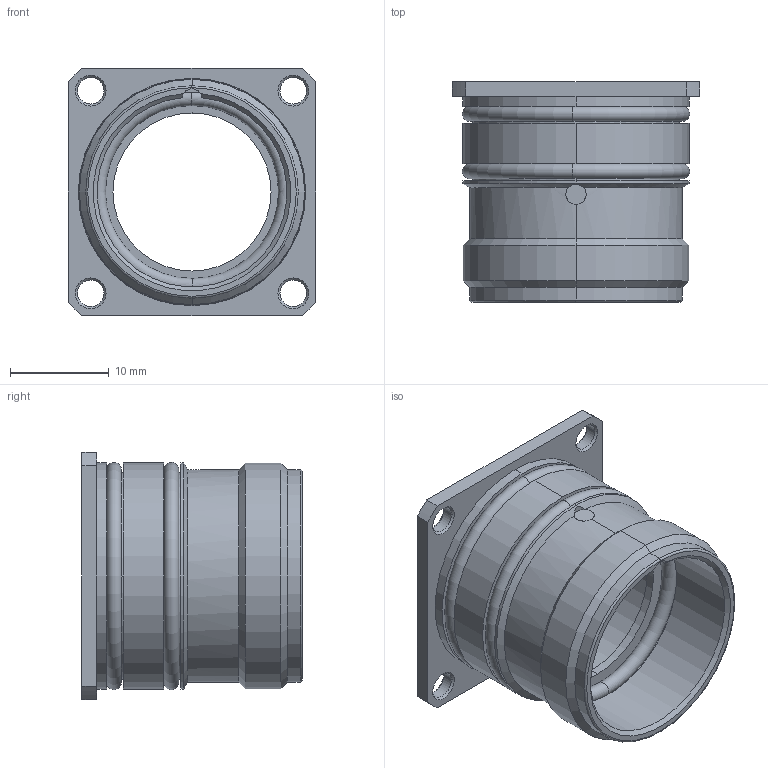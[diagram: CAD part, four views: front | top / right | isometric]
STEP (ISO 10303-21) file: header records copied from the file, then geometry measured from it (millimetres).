
FILE_DESCRIPTION((''),'2;1');
FILE_NAME('13-1','2017-08-05T',('ch.chen'),(''),'PRO/ENGINEER BY PARAMETRIC TECHNOLOGY CORPORATION, 2012480','PRO/ENGINEER BY PARAMETRIC TECHNOLOGY CORPORATION, 2012480','');
FILE_SCHEMA(('AUTOMOTIVE_DESIGN { 1 0 10303 214 1 1 1 1 }'));
Length unit declared in the file: millimetre
Products named in the file (1): 13-1
Bounding box: 25 x 22.3 x 25 mm (x, y, z)
Volume: 3462 mm3; surface area: 4575.4 mm2
Topology: 1 solids, 1 shells, 132 faces, 319 edges, 197 vertices
Faces by surface type: cylinder 58, cone 38, plane 28, torus 8
Entity records: 4279 total; most frequent: CARTESIAN_POINT 929, DIRECTION 719, ORIENTED_EDGE 638, EDGE_CURVE 319, AXIS2_PLACEMENT_3D 298, VERTEX_POINT 197, CIRCLE 166, EDGE_LOOP 150
